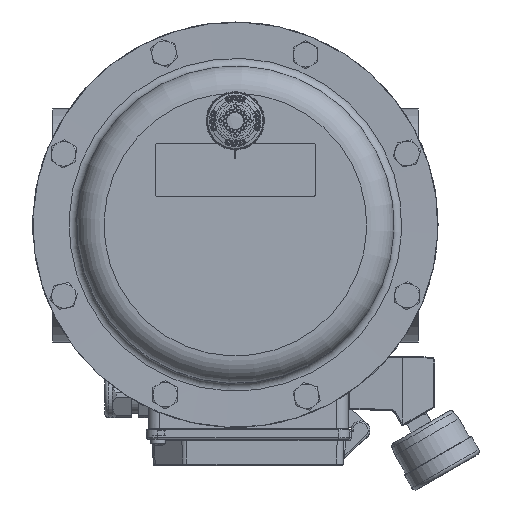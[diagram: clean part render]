
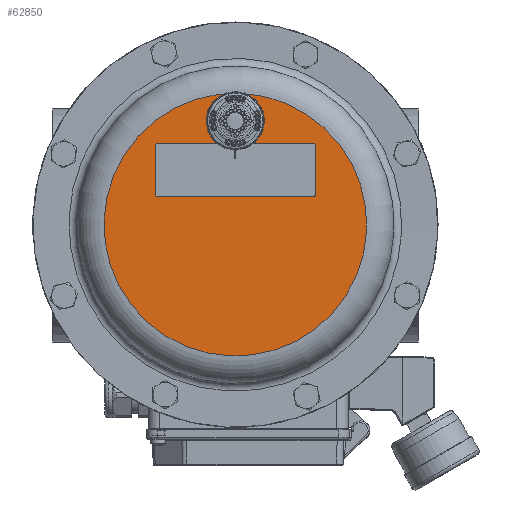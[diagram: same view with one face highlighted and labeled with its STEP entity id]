
A CAD part, top view. The second image highlights one B-rep face of the part: STEP entity #62850.
In plain terms, the highlighted planar face has unit normal (0, 0, 1).
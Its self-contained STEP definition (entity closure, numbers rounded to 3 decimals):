
#5281=FACE_BOUND('',#10068,.T.);
#5282=FACE_BOUND('',#10069,.T.);
#6346=FACE_OUTER_BOUND('',#10067,.T.);
#10067=EDGE_LOOP('',(#43089));
#10068=EDGE_LOOP('',(#43090,#43091,#43092,#43093,#43094,#43095,#43096,#43097));
#10069=EDGE_LOOP('',(#43098,#43099));
#13553=CIRCLE('',#66593,10.35);
#13623=CIRCLE('',#66690,69.65);
#13876=CIRCLE('',#67251,1.);
#13877=CIRCLE('',#67254,1.);
#13878=CIRCLE('',#67257,1.);
#13879=CIRCLE('',#67260,1.);
#13880=CIRCLE('',#67310,10.35);
#16567=LINE('',#105257,#20080);
#16571=LINE('',#105266,#20084);
#16574=LINE('',#105274,#20087);
#16577=LINE('',#105282,#20090);
#20080=VECTOR('',#75773,1000.);
#20084=VECTOR('',#75783,1000.);
#20087=VECTOR('',#75792,1000.);
#20090=VECTOR('',#75801,1000.);
#24038=VERTEX_POINT('',#101911);
#24039=VERTEX_POINT('',#101912);
#24125=VERTEX_POINT('',#102496);
#24607=VERTEX_POINT('',#105255);
#24608=VERTEX_POINT('',#105256);
#24609=VERTEX_POINT('',#105261);
#24610=VERTEX_POINT('',#105265);
#24611=VERTEX_POINT('',#105269);
#24612=VERTEX_POINT('',#105273);
#24613=VERTEX_POINT('',#105277);
#24614=VERTEX_POINT('',#105281);
#30390=EDGE_CURVE('',#24038,#24039,#13553,.T.);
#30507=EDGE_CURVE('',#24125,#24125,#13623,.T.);
#31281=EDGE_CURVE('',#24607,#24608,#16567,.T.);
#31284=EDGE_CURVE('',#24608,#24609,#13876,.T.);
#31286=EDGE_CURVE('',#24609,#24610,#16571,.T.);
#31288=EDGE_CURVE('',#24610,#24611,#13877,.T.);
#31290=EDGE_CURVE('',#24611,#24612,#16574,.T.);
#31292=EDGE_CURVE('',#24612,#24613,#13878,.T.);
#31294=EDGE_CURVE('',#24613,#24614,#16577,.T.);
#31296=EDGE_CURVE('',#24614,#24607,#13879,.T.);
#31369=EDGE_CURVE('',#24039,#24038,#13880,.T.);
#43089=ORIENTED_EDGE('',*,*,#30507,.F.);
#43090=ORIENTED_EDGE('',*,*,#31296,.F.);
#43091=ORIENTED_EDGE('',*,*,#31294,.F.);
#43092=ORIENTED_EDGE('',*,*,#31292,.F.);
#43093=ORIENTED_EDGE('',*,*,#31290,.F.);
#43094=ORIENTED_EDGE('',*,*,#31288,.F.);
#43095=ORIENTED_EDGE('',*,*,#31286,.F.);
#43096=ORIENTED_EDGE('',*,*,#31284,.F.);
#43097=ORIENTED_EDGE('',*,*,#31281,.F.);
#43098=ORIENTED_EDGE('',*,*,#31369,.T.);
#43099=ORIENTED_EDGE('',*,*,#30390,.T.);
#57342=PLANE('',#67309);
#62850=ADVANCED_FACE('',(#6346,#5281,#5282),#57342,.F.);
#66593=AXIS2_PLACEMENT_3D('',#101913,#74216,#74217);
#66690=AXIS2_PLACEMENT_3D('',#102498,#74436,#74437);
#67251=AXIS2_PLACEMENT_3D('',#105262,#75778,#75779);
#67254=AXIS2_PLACEMENT_3D('',#105270,#75787,#75788);
#67257=AXIS2_PLACEMENT_3D('',#105278,#75796,#75797);
#67260=AXIS2_PLACEMENT_3D('',#105285,#75805,#75806);
#67309=AXIS2_PLACEMENT_3D('',#105430,#75975,#75976);
#67310=AXIS2_PLACEMENT_3D('',#105431,#75977,#75978);
#74216=DIRECTION('center_axis',(0.,0.,
-1.));
#74217=DIRECTION('ref_axis',(-0.924,0.382,0.));
#74436=DIRECTION('center_axis',(0.,0.,
-1.));
#74437=DIRECTION('ref_axis',(-0.924,0.382,0.));
#75773=DIRECTION('',(-0.001,1.,0.));
#75778=DIRECTION('center_axis',(0.,0.,
1.));
#75779=DIRECTION('ref_axis',(0.001,-1.,0.));
#75783=DIRECTION('',(-1.,-0.001,0.));
#75787=DIRECTION('center_axis',(0.,0.,
1.));
#75788=DIRECTION('ref_axis',(0.001,-1.,0.));
#75792=DIRECTION('',(0.001,-1.,0.));
#75796=DIRECTION('center_axis',(0.,0.,
1.));
#75797=DIRECTION('ref_axis',(0.001,-1.,0.));
#75801=DIRECTION('',(1.,0.001,0.));
#75805=DIRECTION('center_axis',(0.,0.,
1.));
#75806=DIRECTION('ref_axis',(0.001,-1.,0.));
#75975=DIRECTION('center_axis',(0.,0.,
-1.));
#75976=DIRECTION('ref_axis',(-0.924,0.382,0.));
#75977=DIRECTION('center_axis',(0.,0.,
-1.));
#75978=DIRECTION('ref_axis',(-0.924,0.382,0.));
#101911=CARTESIAN_POINT('',(-0.072,65.35,300.));
#101912=CARTESIAN_POINT('',(-0.049,44.65,300.));
#101913=CARTESIAN_POINT('Origin',(-0.06,55.,
300.));
#102496=CARTESIAN_POINT('',(64.377,-26.583,300.));
#102498=CARTESIAN_POINT('Origin',(0.,0.,
300.));
#105255=CARTESIAN_POINT('',(42.482,16.047,300.));
#105256=CARTESIAN_POINT('',(42.454,42.047,300.));
#105257=CARTESIAN_POINT('',(42.482,16.047,300.));
#105261=CARTESIAN_POINT('',(41.453,43.046,300.));
#105262=CARTESIAN_POINT('Origin',(41.454,42.046,300.));
#105265=CARTESIAN_POINT('',(-41.547,42.954,300.));
#105266=CARTESIAN_POINT('',(41.453,43.046,300.));
#105269=CARTESIAN_POINT('',(-42.546,41.953,300.));
#105270=CARTESIAN_POINT('Origin',(-41.546,41.954,300.));
#105273=CARTESIAN_POINT('',(-42.518,15.953,300.));
#105274=CARTESIAN_POINT('',(-42.518,15.953,300.));
#105277=CARTESIAN_POINT('',(-41.516,14.954,300.));
#105278=CARTESIAN_POINT('Origin',(-41.518,15.954,300.));
#105281=CARTESIAN_POINT('',(41.483,15.046,300.));
#105282=CARTESIAN_POINT('',(41.483,15.046,300.));
#105285=CARTESIAN_POINT('Origin',(41.482,16.046,300.));
#105430=CARTESIAN_POINT('Origin',(0.,0.,
300.));
#105431=CARTESIAN_POINT('Origin',(-0.06,55.,
300.));
